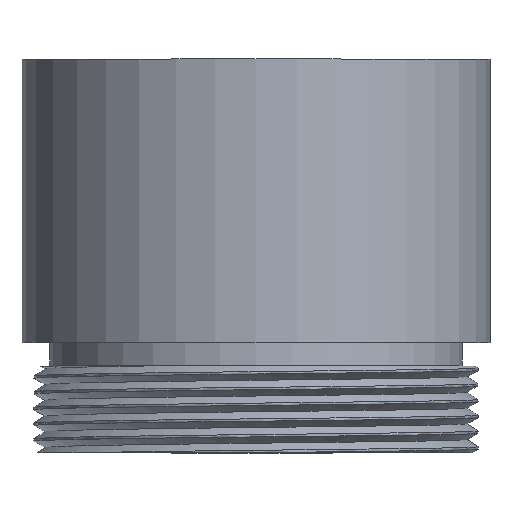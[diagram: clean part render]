
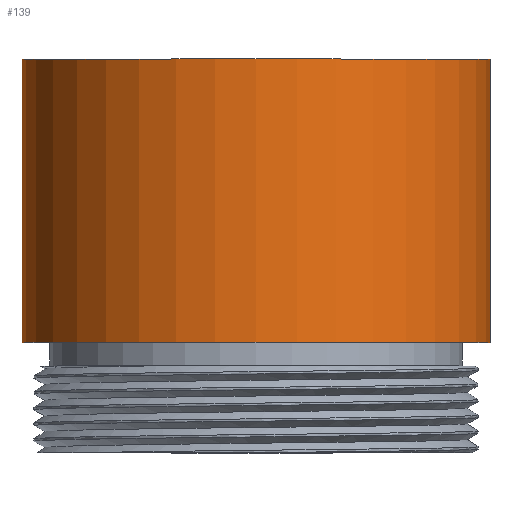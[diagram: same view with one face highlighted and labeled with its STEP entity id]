
A CAD part, top view. The second image highlights one B-rep face of the part: STEP entity #139.
In plain terms, the highlighted cylindrical face has radius 14.875 mm (diameter 29.75 mm), a full revolution.
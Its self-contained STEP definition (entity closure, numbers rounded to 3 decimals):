
#8 = ORIENTED_EDGE ( 'NONE', *, *, #153, .F. ) ;
#63 = VERTEX_POINT ( 'NONE', #2728 ) ;
#79 = EDGE_LOOP ( 'NONE', ( #98 ) ) ;
#83 = EDGE_LOOP ( 'NONE', ( #8 ) ) ;
#93 = FACE_OUTER_BOUND ( 'NONE', #83, .T. ) ;
#96 = CYLINDRICAL_SURFACE ( 'NONE', #2516, 14.875 ) ;
#98 = ORIENTED_EDGE ( 'NONE', *, *, #155, .T. ) ;
#109 = FACE_OUTER_BOUND ( 'NONE', #79, .T. ) ;
#115 = VERTEX_POINT ( 'NONE', #2735 ) ;
#139 = ADVANCED_FACE ( 'NONE', ( #93, #109 ), #96, .T. ) ;
#153 = EDGE_CURVE ( 'NONE', #115, #115, #2493, .T. ) ;
#155 = EDGE_CURVE ( 'NONE', #63, #63, #2532, .T. ) ;
#729 = DIRECTION ( 'NONE',  ( 0., 0., 1. ) ) ;
#823 = CARTESIAN_POINT ( 'NONE',  ( 0., 25., 0. ) ) ;
#861 = DIRECTION ( 'NONE',  ( 0., 1., 0. ) ) ;
#968 = CARTESIAN_POINT ( 'NONE',  ( 0., 7., 0. ) ) ;
#1265 = DIRECTION ( 'NONE',  ( 0., 0., 1. ) ) ;
#1274 = DIRECTION ( 'NONE',  ( 0., 1., 0. ) ) ;
#2388 = CARTESIAN_POINT ( 'NONE',  ( 0., 25., 0. ) ) ;
#2389 = DIRECTION ( 'NONE',  ( 0., -1., 0. ) ) ;
#2390 = DIRECTION ( 'NONE',  ( 0., 0., -1. ) ) ;
#2493 = CIRCLE ( 'NONE', #2535, 14.875 ) ;
#2516 = AXIS2_PLACEMENT_3D ( 'NONE', #2388, #2389, #2390 ) ;
#2531 = AXIS2_PLACEMENT_3D ( 'NONE', #968, #861, #729 ) ;
#2532 = CIRCLE ( 'NONE', #2531, 14.875 ) ;
#2535 = AXIS2_PLACEMENT_3D ( 'NONE', #823, #1274, #1265 ) ;
#2728 = CARTESIAN_POINT ( 'NONE',  ( 0., 7., 14.875 ) ) ;
#2735 = CARTESIAN_POINT ( 'NONE',  ( 0., 25., 14.875 ) ) ;
